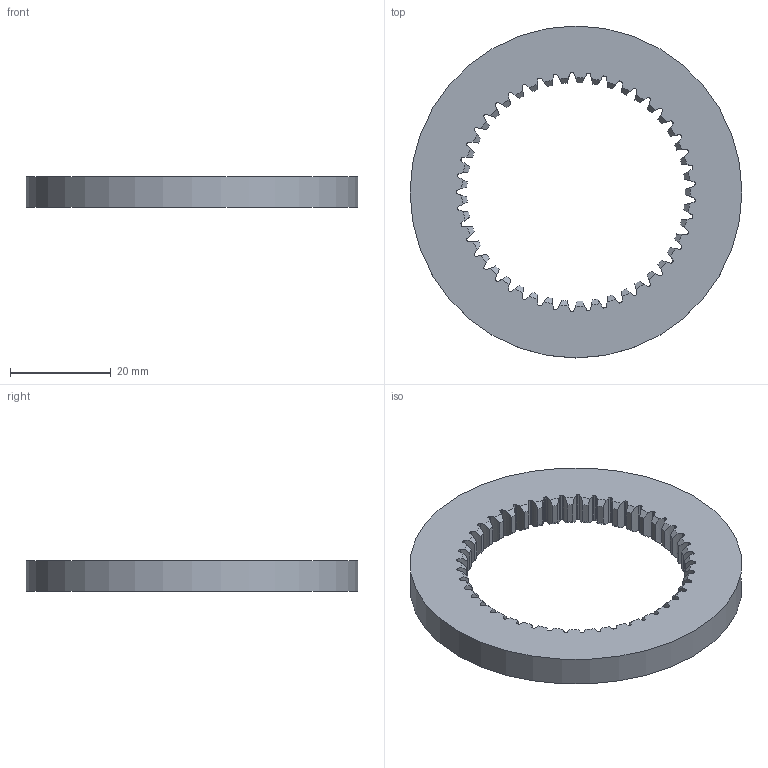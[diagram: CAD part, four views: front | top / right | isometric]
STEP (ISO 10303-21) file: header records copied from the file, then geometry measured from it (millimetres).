
FILE_DESCRIPTION(('STEP AP214'), '1');
FILE_NAME('扻錪犩', '', ('UNSPECIFIED'), ('UNSPECIFIED'), 'C3D Converter', 'C3D Toolkit', '');
FILE_SCHEMA(('AUTOMOTIVE_DESIGN { 1 0 10303 214 3 1 1}'));
Length unit declared in the file: millimetre
Bounding box: 66 x 66 x 6 mm (x, y, z)
Volume: 10837.2 mm3; surface area: 6326.1 mm2
Topology: 1 solids, 1 shells, 363 faces, 1083 edges, 723 vertices
Faces by surface type: extrusion 180, cylinder 91, cone 90, plane 2
Full cylindrical faces by diameter (mm): 66 x1
Entity records: 22547 total; most frequent: CARTESIAN_POINT 10636, ORIENTED_EDGE 2164, DIRECTION 1362, EDGE_CURVE 1082, VERTEX_POINT 722, B_SPLINE_CURVE_WITH_KNOTS 720, AXIS2_PLACEMENT_3D 456, VECTOR 450
